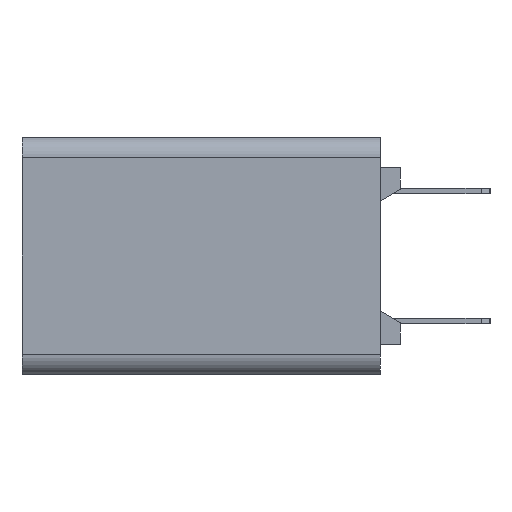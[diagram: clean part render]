
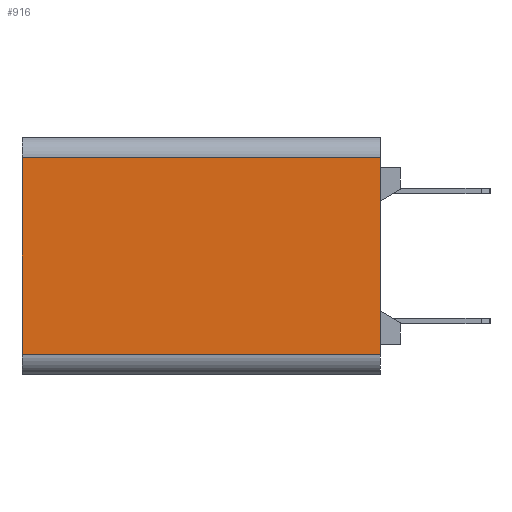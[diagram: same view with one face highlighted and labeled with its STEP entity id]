
A CAD part, left-side view. The second image highlights one B-rep face of the part: STEP entity #916.
In plain terms, the highlighted planar face has unit normal (-1, 0, 0).
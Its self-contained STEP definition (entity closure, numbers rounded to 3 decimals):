
#916 = ADVANCED_FACE ( 'NONE', ( #30597 ), #3976, .F. ) ;
#1534 = CARTESIAN_POINT ( 'NONE',  ( -41.4, 14., -3.85 ) ) ;
#3268 = VERTEX_POINT ( 'NONE', #36640 ) ;
#3788 = VERTEX_POINT ( 'NONE', #28835 ) ;
#3976 = PLANE ( 'NONE',  #20618 ) ;
#4282 = CARTESIAN_POINT ( 'NONE',  ( -41.4, 0., -3.85 ) ) ;
#4727 = DIRECTION ( 'NONE',  ( 0., 0., 1. ) ) ;
#4822 = VECTOR ( 'NONE', #30571, 1000. ) ;
#6566 = ORIENTED_EDGE ( 'NONE', *, *, #13976, .T. ) ;
#7549 = DIRECTION ( 'NONE',  ( 0., -1., 0. ) ) ;
#12901 = DIRECTION ( 'NONE',  ( 1., 0., 0. ) ) ;
#13976 = EDGE_CURVE ( 'NONE', #3788, #28960, #28156, .T. ) ;
#14224 = EDGE_LOOP ( 'NONE', ( #30739, #34750, #34964, #6566 ) ) ;
#15062 = LINE ( 'NONE', #26738, #26406 ) ;
#15920 = EDGE_CURVE ( 'NONE', #19411, #3268, #15062, .T. ) ;
#17802 = DIRECTION ( 'NONE',  ( 0., -1., 0. ) ) ;
#19411 = VERTEX_POINT ( 'NONE', #36338 ) ;
#20083 = LINE ( 'NONE', #26104, #27563 ) ;
#20618 = AXIS2_PLACEMENT_3D ( 'NONE', #34092, #12901, #33903 ) ;
#22292 = EDGE_CURVE ( 'NONE', #3788, #19411, #20083, .T. ) ;
#22414 = LINE ( 'NONE', #37170, #4822 ) ;
#25714 = VECTOR ( 'NONE', #7549, 1000. ) ;
#26104 = CARTESIAN_POINT ( 'NONE',  ( -41.4, 14., -3.85 ) ) ;
#26406 = VECTOR ( 'NONE', #17802, 1000. ) ;
#26738 = CARTESIAN_POINT ( 'NONE',  ( -41.4, 14., 3.85 ) ) ;
#27563 = VECTOR ( 'NONE', #4727, 1000. ) ;
#28156 = LINE ( 'NONE', #1534, #25714 ) ;
#28835 = CARTESIAN_POINT ( 'NONE',  ( -41.4, 14., -3.85 ) ) ;
#28960 = VERTEX_POINT ( 'NONE', #4282 ) ;
#29710 = EDGE_CURVE ( 'NONE', #28960, #3268, #22414, .T. ) ;
#30571 = DIRECTION ( 'NONE',  ( 0., 0., 1. ) ) ;
#30597 = FACE_OUTER_BOUND ( 'NONE', #14224, .T. ) ;
#30739 = ORIENTED_EDGE ( 'NONE', *, *, #29710, .T. ) ;
#33903 = DIRECTION ( 'NONE',  ( 0., 0., -1. ) ) ;
#34092 = CARTESIAN_POINT ( 'NONE',  ( -41.4, 14., -3.85 ) ) ;
#34750 = ORIENTED_EDGE ( 'NONE', *, *, #15920, .F. ) ;
#34964 = ORIENTED_EDGE ( 'NONE', *, *, #22292, .F. ) ;
#36338 = CARTESIAN_POINT ( 'NONE',  ( -41.4, 14., 3.85 ) ) ;
#36640 = CARTESIAN_POINT ( 'NONE',  ( -41.4, 0., 3.85 ) ) ;
#37170 = CARTESIAN_POINT ( 'NONE',  ( -41.4, 0., -3.85 ) ) ;
